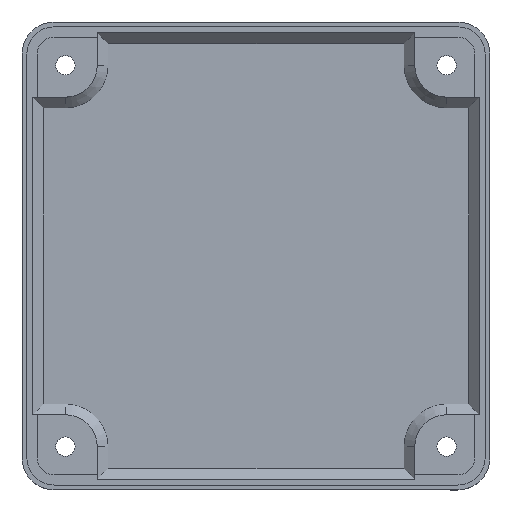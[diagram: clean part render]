
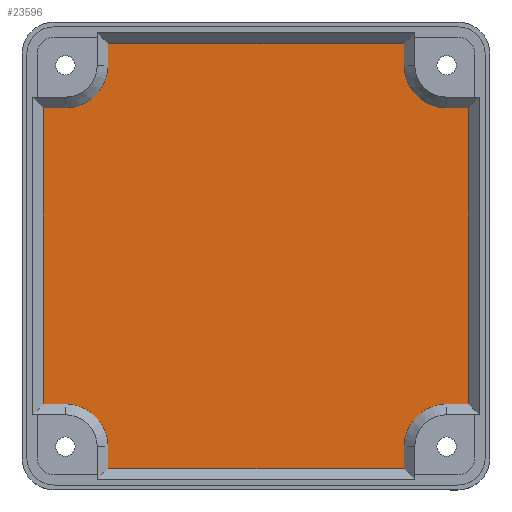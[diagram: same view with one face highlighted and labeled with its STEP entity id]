
A CAD part, top view. The second image highlights one B-rep face of the part: STEP entity #23596.
In plain terms, the highlighted planar face has unit normal (0, 0, 1).
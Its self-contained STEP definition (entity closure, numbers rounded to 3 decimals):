
#1883=CIRCLE('',#24318,7.942);
#1885=CIRCLE('',#24324,7.942);
#1887=CIRCLE('',#24329,7.942);
#1888=CIRCLE('',#24333,7.942);
#3137=FACE_OUTER_BOUND('',#4496,.T.);
#4496=EDGE_LOOP('',(#21397,#21398,#21399,#21400,#21401,#21402,#21403,#21404,
#21405,#21406,#21407,#21408,#21409,#21410,#21411,#21412));
#6663=LINE('',#44550,#8918);
#6667=LINE('',#44559,#8922);
#6673=LINE('',#44572,#8928);
#6677=LINE('',#44579,#8932);
#6679=LINE('',#44588,#8934);
#6682=LINE('',#44594,#8937);
#6687=LINE('',#44603,#8942);
#6689=LINE('',#44611,#8944);
#6693=LINE('',#44617,#8948);
#6695=LINE('',#44623,#8950);
#6699=LINE('',#44630,#8954);
#6701=LINE('',#44638,#8956);
#8918=VECTOR('',#27836,10.);
#8922=VECTOR('',#27842,10.);
#8928=VECTOR('',#27850,10.);
#8932=VECTOR('',#27856,10.);
#8934=VECTOR('',#27866,10.);
#8937=VECTOR('',#27871,10.);
#8942=VECTOR('',#27878,10.);
#8944=VECTOR('',#27888,10.);
#8948=VECTOR('',#27894,10.);
#8950=VECTOR('',#27902,10.);
#8954=VECTOR('',#27908,10.);
#8956=VECTOR('',#27918,10.);
#11234=VERTEX_POINT('',#44548);
#11235=VERTEX_POINT('',#44549);
#11238=VERTEX_POINT('',#44557);
#11239=VERTEX_POINT('',#44558);
#11244=VERTEX_POINT('',#44569);
#11245=VERTEX_POINT('',#44571);
#11247=VERTEX_POINT('',#44577);
#11249=VERTEX_POINT('',#44582);
#11250=VERTEX_POINT('',#44587);
#11252=VERTEX_POINT('',#44593);
#11255=VERTEX_POINT('',#44601);
#11257=VERTEX_POINT('',#44606);
#11258=VERTEX_POINT('',#44615);
#11259=VERTEX_POINT('',#44619);
#11261=VERTEX_POINT('',#44628);
#11263=VERTEX_POINT('',#44633);
#14615=EDGE_CURVE('',#11234,#11235,#6663,.T.);
#14619=EDGE_CURVE('',#11238,#11239,#6667,.T.);
#14625=EDGE_CURVE('',#11244,#11245,#6673,.T.);
#14629=EDGE_CURVE('',#11247,#11244,#6677,.T.);
#14631=EDGE_CURVE('',#11249,#11247,#1883,.T.);
#14633=EDGE_CURVE('',#11250,#11249,#6679,.T.);
#14636=EDGE_CURVE('',#11252,#11250,#6682,.T.);
#14641=EDGE_CURVE('',#11255,#11252,#6687,.T.);
#14643=EDGE_CURVE('',#11257,#11255,#1885,.T.);
#14645=EDGE_CURVE('',#11239,#11257,#6689,.T.);
#14649=EDGE_CURVE('',#11258,#11234,#6693,.T.);
#14651=EDGE_CURVE('',#11259,#11258,#1887,.T.);
#14652=EDGE_CURVE('',#11245,#11259,#6695,.T.);
#14656=EDGE_CURVE('',#11261,#11238,#6699,.T.);
#14658=EDGE_CURVE('',#11263,#11261,#1888,.T.);
#14660=EDGE_CURVE('',#11235,#11263,#6701,.T.);
#21397=ORIENTED_EDGE('',*,*,#14625,.F.);
#21398=ORIENTED_EDGE('',*,*,#14629,.F.);
#21399=ORIENTED_EDGE('',*,*,#14631,.F.);
#21400=ORIENTED_EDGE('',*,*,#14633,.F.);
#21401=ORIENTED_EDGE('',*,*,#14636,.F.);
#21402=ORIENTED_EDGE('',*,*,#14641,.F.);
#21403=ORIENTED_EDGE('',*,*,#14643,.F.);
#21404=ORIENTED_EDGE('',*,*,#14645,.F.);
#21405=ORIENTED_EDGE('',*,*,#14619,.F.);
#21406=ORIENTED_EDGE('',*,*,#14656,.F.);
#21407=ORIENTED_EDGE('',*,*,#14658,.F.);
#21408=ORIENTED_EDGE('',*,*,#14660,.F.);
#21409=ORIENTED_EDGE('',*,*,#14615,.F.);
#21410=ORIENTED_EDGE('',*,*,#14649,.F.);
#21411=ORIENTED_EDGE('',*,*,#14651,.F.);
#21412=ORIENTED_EDGE('',*,*,#14652,.F.);
#22347=PLANE('',#24346);
#23596=ADVANCED_FACE('',(#3137),#22347,.T.);
#24318=AXIS2_PLACEMENT_3D('',#44584,#27860,#27861);
#24324=AXIS2_PLACEMENT_3D('',#44608,#27882,#27883);
#24329=AXIS2_PLACEMENT_3D('',#44621,#27898,#27899);
#24333=AXIS2_PLACEMENT_3D('',#44635,#27912,#27913);
#24346=AXIS2_PLACEMENT_3D('',#44690,#27963,#27964);
#27836=DIRECTION('',(0.,1.,0.));
#27842=DIRECTION('',(1.,0.,0.));
#27850=DIRECTION('',(-1.,0.,0.));
#27856=DIRECTION('',(0.,-1.,0.));
#27860=DIRECTION('center_axis',(0.,0.,
1.));
#27861=DIRECTION('ref_axis',(0.,1.,0.));
#27866=DIRECTION('',(-1.,0.,0.));
#27871=DIRECTION('',(0.,-1.,0.));
#27878=DIRECTION('',(1.,0.,0.));
#27882=DIRECTION('center_axis',(0.,0.,
1.));
#27883=DIRECTION('ref_axis',(-1.,0.,0.));
#27888=DIRECTION('',(0.,-1.,0.));
#27894=DIRECTION('',(-1.,0.,0.));
#27898=DIRECTION('center_axis',(0.,0.,
1.));
#27899=DIRECTION('ref_axis',(1.,0.,0.));
#27902=DIRECTION('',(0.,1.,0.));
#27908=DIRECTION('',(0.,1.,0.));
#27912=DIRECTION('center_axis',(0.,0.,
1.));
#27913=DIRECTION('ref_axis',(0.,-1.,0.));
#27918=DIRECTION('',(1.,0.,0.));
#27963=DIRECTION('center_axis',(0.,0.,
1.));
#27964=DIRECTION('ref_axis',(1.,0.,0.));
#44548=CARTESIAN_POINT('',(-39.596,-27.442,0.));
#44549=CARTESIAN_POINT('',(-39.596,27.795,0.));
#44550=CARTESIAN_POINT('',(-39.596,-18.644,0.));
#44557=CARTESIAN_POINT('',(-27.574,39.816,0.));
#44558=CARTESIAN_POINT('',(27.662,39.816,0.));
#44559=CARTESIAN_POINT('',(-18.776,39.816,0.));
#44569=CARTESIAN_POINT('',(27.662,-39.464,0.));
#44571=CARTESIAN_POINT('',(-27.574,-39.464,0.));
#44572=CARTESIAN_POINT('',(18.864,-39.464,0.));
#44577=CARTESIAN_POINT('',(27.662,-35.384,0.));
#44579=CARTESIAN_POINT('',(27.662,-20.244,0.));
#44582=CARTESIAN_POINT('',(35.604,-27.442,0.));
#44584=CARTESIAN_POINT('Origin',(35.604,-35.384,0.));
#44587=CARTESIAN_POINT('',(39.684,-27.442,0.));
#44588=CARTESIAN_POINT('',(20.864,-27.442,0.));
#44593=CARTESIAN_POINT('',(39.684,27.795,0.));
#44594=CARTESIAN_POINT('',(39.684,18.996,0.));
#44601=CARTESIAN_POINT('',(35.604,27.795,0.));
#44603=CARTESIAN_POINT('',(20.464,27.795,0.));
#44606=CARTESIAN_POINT('',(27.662,35.736,0.));
#44608=CARTESIAN_POINT('Origin',(35.604,35.736,0.));
#44611=CARTESIAN_POINT('',(27.662,20.996,0.));
#44615=CARTESIAN_POINT('',(-35.516,-27.442,0.));
#44617=CARTESIAN_POINT('',(-20.376,-27.442,0.));
#44619=CARTESIAN_POINT('',(-27.574,-35.384,0.));
#44621=CARTESIAN_POINT('Origin',(-35.516,-35.384,0.));
#44623=CARTESIAN_POINT('',(-27.574,-20.644,0.));
#44628=CARTESIAN_POINT('',(-27.574,35.736,0.));
#44630=CARTESIAN_POINT('',(-27.574,20.596,0.));
#44633=CARTESIAN_POINT('',(-35.516,27.795,0.));
#44635=CARTESIAN_POINT('Origin',(-35.516,35.736,0.));
#44638=CARTESIAN_POINT('',(-20.776,27.795,0.));
#44690=CARTESIAN_POINT('Origin',(0.044,0.176,0.));
